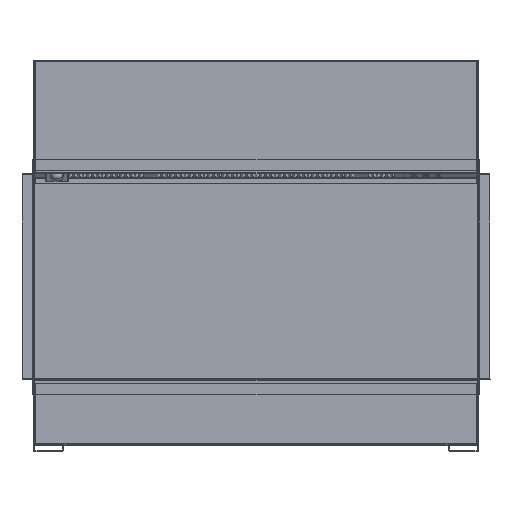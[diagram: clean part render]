
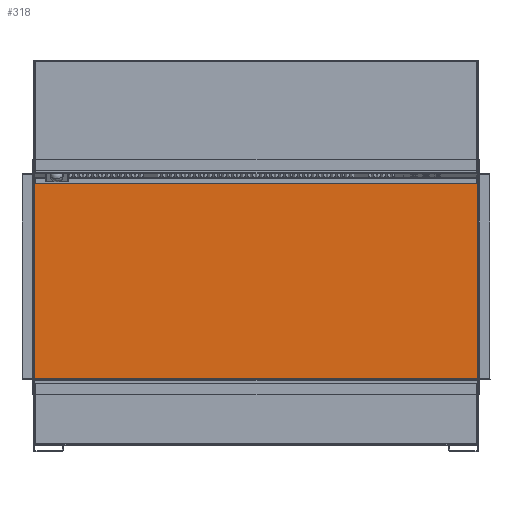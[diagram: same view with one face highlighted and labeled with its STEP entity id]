
A CAD part, top view. The second image highlights one B-rep face of the part: STEP entity #318.
In plain terms, the highlighted planar face has unit normal (0, 0, 1).
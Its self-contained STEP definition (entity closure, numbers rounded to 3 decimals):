
#318 = ADVANCED_FACE ( 'Defeatured_10115', ( #40607 ), #51113, .T. ) ;
#971 = VERTEX_POINT ( 'NONE', #39496 ) ;
#2180 = VERTEX_POINT ( 'NONE', #43099 ) ;
#2186 = CARTESIAN_POINT ( 'NONE',  ( 374., 334.1, 147.85 ) ) ;
#2787 = LINE ( 'NONE', #62929, #10507 ) ;
#5168 = EDGE_LOOP ( 'NONE', ( #17374, #52054, #15572, #8475, #37913, #43818, #51362, #24543 ) ) ;
#5429 = VECTOR ( 'NONE', #64169, 1000. ) ;
#6047 = VECTOR ( 'NONE', #44560, 1000. ) ;
#8475 = ORIENTED_EDGE ( 'NONE', *, *, #12713, .F. ) ;
#9574 = DIRECTION ( 'NONE',  ( -0.707, 0.707, 0. ) ) ;
#9791 = AXIS2_PLACEMENT_3D ( 'NONE', #20547, #26452, #45857 ) ;
#10507 = VECTOR ( 'NONE', #17896, 1000. ) ;
#12713 = EDGE_CURVE ( 'NONE', #19866, #51321, #63970, .T. ) ;
#15572 = ORIENTED_EDGE ( 'NONE', *, *, #32904, .T. ) ;
#15655 = VERTEX_POINT ( 'NONE', #44445 ) ;
#16621 = VECTOR ( 'NONE', #19717, 1000. ) ;
#17374 = ORIENTED_EDGE ( 'NONE', *, *, #29363, .T. ) ;
#17896 = DIRECTION ( 'NONE',  ( -0.707, 0.707, 0. ) ) ;
#18706 = DIRECTION ( 'NONE',  ( -0.707, -0.707, 0. ) ) ;
#19717 = DIRECTION ( 'NONE',  ( 0., -1., 0. ) ) ;
#19866 = VERTEX_POINT ( 'NONE', #29116 ) ;
#20547 = CARTESIAN_POINT ( 'NONE',  ( -374.5, 335.6, 147.85 ) ) ;
#20775 = VERTEX_POINT ( 'NONE', #58550 ) ;
#22226 = DIRECTION ( 'NONE',  ( 0., -1., 0. ) ) ;
#22804 = EDGE_CURVE ( 'NONE', #971, #19866, #52827, .T. ) ;
#24287 = LINE ( 'NONE', #29558, #58872 ) ;
#24362 = EDGE_CURVE ( 'NONE', #20775, #15655, #2787, .T. ) ;
#24543 = ORIENTED_EDGE ( 'NONE', *, *, #45069, .T. ) ;
#24982 = LINE ( 'NONE', #55236, #16621 ) ;
#26452 = DIRECTION ( 'NONE',  ( 0., 0., 1. ) ) ;
#27635 = VECTOR ( 'NONE', #54767, 1000. ) ;
#27685 = VECTOR ( 'NONE', #9574, 1000. ) ;
#29116 = CARTESIAN_POINT ( 'NONE',  ( 374., -2.9, 147.85 ) ) ;
#29363 = EDGE_CURVE ( 'NONE', #2180, #15655, #24982, .T. ) ;
#29558 = CARTESIAN_POINT ( 'NONE',  ( -373., 335.1, 147.85 ) ) ;
#30399 = LINE ( 'NONE', #40268, #27635 ) ;
#32904 = EDGE_CURVE ( 'NONE', #20775, #51321, #30399, .T. ) ;
#34948 = EDGE_CURVE ( 'NONE', #971, #43243, #54616, .T. ) ;
#37913 = ORIENTED_EDGE ( 'NONE', *, *, #22804, .F. ) ;
#39496 = CARTESIAN_POINT ( 'NONE',  ( 374., 334.1, 147.85 ) ) ;
#39634 = CARTESIAN_POINT ( 'NONE',  ( 374., -2.9, 147.85 ) ) ;
#40268 = CARTESIAN_POINT ( 'NONE',  ( -373., -3.9, 147.85 ) ) ;
#40607 = FACE_OUTER_BOUND ( 'NONE', #5168, .T. ) ;
#43099 = CARTESIAN_POINT ( 'NONE',  ( -374., 334.1, 147.85 ) ) ;
#43243 = VERTEX_POINT ( 'NONE', #46117 ) ;
#43511 = EDGE_CURVE ( 'NONE', #45889, #43243, #59556, .T. ) ;
#43782 = CARTESIAN_POINT ( 'NONE',  ( -373., 335.1, 147.85 ) ) ;
#43818 = ORIENTED_EDGE ( 'NONE', *, *, #34948, .T. ) ;
#44445 = CARTESIAN_POINT ( 'NONE',  ( -374., -2.9, 147.85 ) ) ;
#44560 = DIRECTION ( 'NONE',  ( -0.707, -0.707, 0. ) ) ;
#45069 = EDGE_CURVE ( 'NONE', #45889, #2180, #24287, .T. ) ;
#45857 = DIRECTION ( 'NONE',  ( 1., 0., 0. ) ) ;
#45889 = VERTEX_POINT ( 'NONE', #55362 ) ;
#46117 = CARTESIAN_POINT ( 'NONE',  ( 373., 335.1, 147.85 ) ) ;
#49667 = CARTESIAN_POINT ( 'NONE',  ( 374., 334.1, 147.85 ) ) ;
#51113 = PLANE ( 'NONE',  #9791 ) ;
#51321 = VERTEX_POINT ( 'NONE', #64650 ) ;
#51362 = ORIENTED_EDGE ( 'NONE', *, *, #43511, .F. ) ;
#52054 = ORIENTED_EDGE ( 'NONE', *, *, #24362, .F. ) ;
#52827 = LINE ( 'NONE', #2186, #53545 ) ;
#53545 = VECTOR ( 'NONE', #22226, 1000. ) ;
#54616 = LINE ( 'NONE', #49667, #27685 ) ;
#54767 = DIRECTION ( 'NONE',  ( 1., 0., 0. ) ) ;
#55236 = CARTESIAN_POINT ( 'NONE',  ( -374., 334.1, 147.85 ) ) ;
#55362 = CARTESIAN_POINT ( 'NONE',  ( -373., 335.1, 147.85 ) ) ;
#58550 = CARTESIAN_POINT ( 'NONE',  ( -373., -3.9, 147.85 ) ) ;
#58872 = VECTOR ( 'NONE', #18706, 1000. ) ;
#59556 = LINE ( 'NONE', #43782, #5429 ) ;
#62929 = CARTESIAN_POINT ( 'NONE',  ( -373., -3.9, 147.85 ) ) ;
#63970 = LINE ( 'NONE', #39634, #6047 ) ;
#64169 = DIRECTION ( 'NONE',  ( 1., 0., 0. ) ) ;
#64650 = CARTESIAN_POINT ( 'NONE',  ( 373., -3.9, 147.85 ) ) ;
